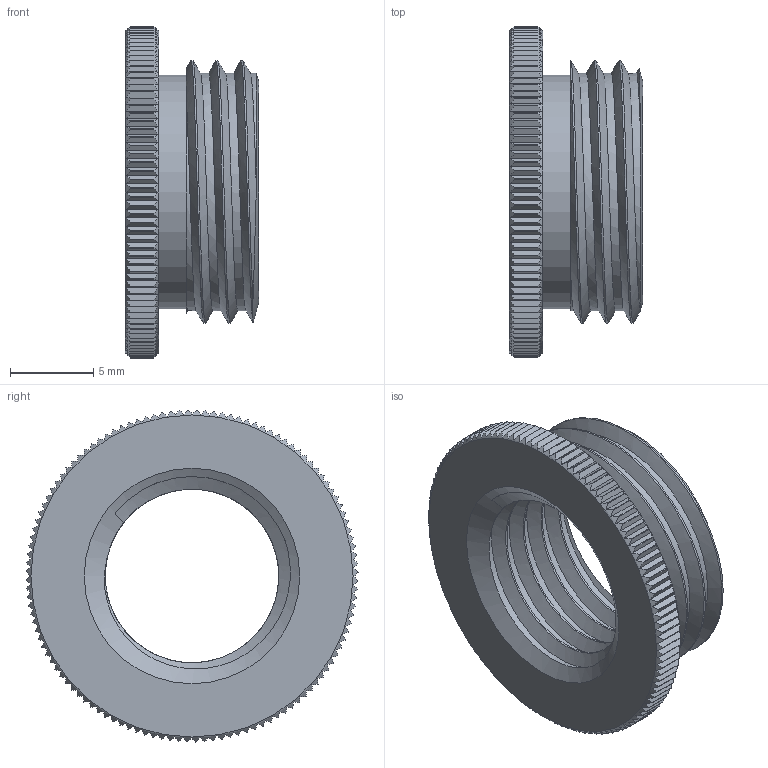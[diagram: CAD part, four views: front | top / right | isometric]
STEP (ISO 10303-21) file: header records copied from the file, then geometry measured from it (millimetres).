
FILE_DESCRIPTION(/* description */ ('Reduzierung gerändelt M 16/ M 12'),/* implementation_level */ '2;1');
FILE_NAME(/* name */ '62081612-RST.stp',/* time_stamp */ '2020-06-22T14:03:43+02:00',/* author */ ('sl'),/* organization */ (''),/* preprocessor_version */ 'ST-DEVELOPER v16.5',/* originating_system */ 'Autodesk Inventor 2017',/* authorisation */ '');
FILE_SCHEMA (('AUTOMOTIVE_DESIGN { 1 0 10303 214 3 1 1 }'));
Length unit declared in the file: millimetre
Products named in the file (1): 62081612
Bounding box: 8 x 19.95 x 19.95 mm (x, y, z)
Volume: 781.9 mm3; surface area: 1382.6 mm2
Topology: 1 solids, 1 shells, 378 faces, 1122 edges, 748 vertices
Faces by surface type: plane 244, cylinder 125, cone 5, bspline 4
Full cylindrical faces by diameter (mm): 14.04 x1
Entity records: 14606 total; most frequent: CARTESIAN_POINT 3797, DIRECTION 2584, ORIENTED_EDGE 2222, AXIS2_PLACEMENT_3D 1112, EDGE_CURVE 1111, VERTEX_POINT 743, CIRCLE 737, EDGE_LOOP 388
